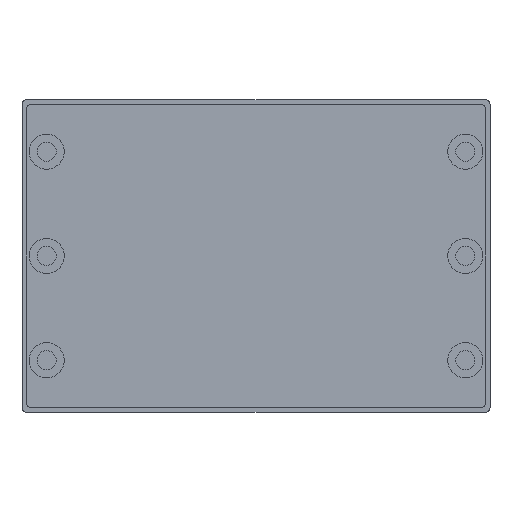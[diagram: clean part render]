
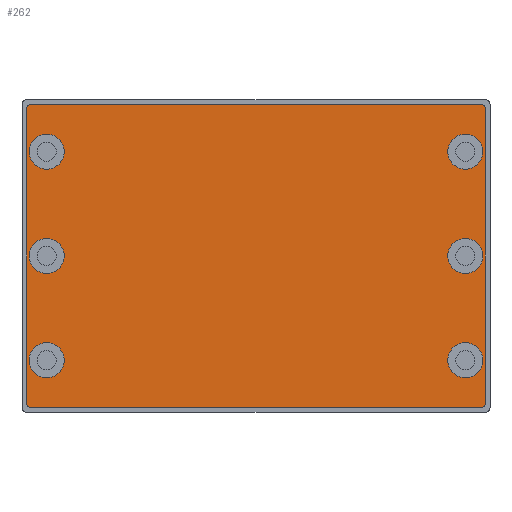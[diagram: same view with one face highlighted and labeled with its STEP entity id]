
A CAD part, front view. The second image highlights one B-rep face of the part: STEP entity #262.
In plain terms, the highlighted planar face has unit normal (0, -1, 0).
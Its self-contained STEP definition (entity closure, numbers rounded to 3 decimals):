
#67=CARTESIAN_POINT('',(-822.,22.,200.25));
#68=DIRECTION('',(0.,-1.,0.));
#69=DIRECTION('',(0.,0.,-1.));
#70=AXIS2_PLACEMENT_3D('',#67,#68,#69);
#71=PLANE('',#70);
#72=CARTESIAN_POINT('',(-933.6,22.,270.805));
#73=VERTEX_POINT('',#72);
#74=CARTESIAN_POINT('',(-933.6,22.,145.355));
#75=VERTEX_POINT('',#74);
#76=CARTESIAN_POINT('',(-933.6,22.,270.805));
#77=DIRECTION('',(0.,0.,-1.));
#78=VECTOR('',#77,125.45);
#79=LINE('',#76,#78);
#80=EDGE_CURVE('',#73,#75,#79,.T.);
#81=ORIENTED_EDGE('',*,*,#80,.T.);
#82=CARTESIAN_POINT('',(-931.6,22.,143.355));
#83=VERTEX_POINT('',#82);
#84=CARTESIAN_POINT('',(-931.6,22.,145.355));
#85=DIRECTION('',(-0.,1.,0.));
#86=DIRECTION('',(-1.,-0.,0.));
#87=AXIS2_PLACEMENT_3D('',#84,#85,#86);
#88=CIRCLE('',#87,2.);
#89=EDGE_CURVE('',#83,#75,#88,.T.);
#90=ORIENTED_EDGE('',*,*,#89,.F.);
#91=CARTESIAN_POINT('',(-740.,22.,143.355));
#92=VERTEX_POINT('',#91);
#93=CARTESIAN_POINT('',(-931.6,22.,143.355));
#94=DIRECTION('',(1.,0.,0.));
#95=VECTOR('',#94,191.6);
#96=LINE('',#93,#95);
#97=EDGE_CURVE('',#83,#92,#96,.T.);
#98=ORIENTED_EDGE('',*,*,#97,.T.);
#99=CARTESIAN_POINT('',(-738.,22.,145.355));
#100=VERTEX_POINT('',#99);
#101=CARTESIAN_POINT('',(-740.,22.,145.355));
#102=DIRECTION('',(0.,-1.,0.));
#103=DIRECTION('',(1.,0.,0.));
#104=AXIS2_PLACEMENT_3D('',#101,#102,#103);
#105=CIRCLE('',#104,2.);
#106=EDGE_CURVE('',#92,#100,#105,.T.);
#107=ORIENTED_EDGE('',*,*,#106,.T.);
#108=CARTESIAN_POINT('',(-738.,22.,270.805));
#109=VERTEX_POINT('',#108);
#110=CARTESIAN_POINT('',(-738.,22.,270.805));
#111=DIRECTION('',(0.,0.,-1.));
#112=VECTOR('',#111,125.45);
#113=LINE('',#110,#112);
#114=EDGE_CURVE('',#109,#100,#113,.T.);
#115=ORIENTED_EDGE('',*,*,#114,.F.);
#116=CARTESIAN_POINT('',(-740.,22.,272.805));
#117=VERTEX_POINT('',#116);
#118=CARTESIAN_POINT('',(-740.,22.,270.805));
#119=DIRECTION('',(0.,-1.,0.));
#120=DIRECTION('',(1.,0.,0.));
#121=AXIS2_PLACEMENT_3D('',#118,#119,#120);
#122=CIRCLE('',#121,2.);
#123=EDGE_CURVE('',#109,#117,#122,.T.);
#124=ORIENTED_EDGE('',*,*,#123,.T.);
#125=CARTESIAN_POINT('',(-931.6,22.,272.805));
#126=VERTEX_POINT('',#125);
#127=CARTESIAN_POINT('',(-740.,22.,272.805));
#128=DIRECTION('',(-1.,-0.,0.));
#129=VECTOR('',#128,191.6);
#130=LINE('',#127,#129);
#131=EDGE_CURVE('',#117,#126,#130,.T.);
#132=ORIENTED_EDGE('',*,*,#131,.T.);
#133=CARTESIAN_POINT('',(-931.6,22.,270.805));
#134=DIRECTION('',(-0.,1.,0.));
#135=DIRECTION('',(-1.,-0.,0.));
#136=AXIS2_PLACEMENT_3D('',#133,#134,#135);
#137=CIRCLE('',#136,2.);
#138=EDGE_CURVE('',#73,#126,#137,.T.);
#139=ORIENTED_EDGE('',*,*,#138,.F.);
#140=EDGE_LOOP('',(#81,#90,#98,#107,#115,#124,#132,#139));
#141=FACE_BOUND('',#140,.T.);
#142=CARTESIAN_POINT('',(-932.6,22.,208.1));
#143=VERTEX_POINT('',#142);
#144=CARTESIAN_POINT('',(-917.6,22.,208.1));
#145=VERTEX_POINT('',#144);
#146=CARTESIAN_POINT('',(-925.1,22.,208.1));
#147=DIRECTION('',(-0.,1.,0.));
#148=DIRECTION('',(-1.,-0.,0.));
#149=AXIS2_PLACEMENT_3D('',#146,#147,#148);
#150=CIRCLE('',#149,7.5);
#151=EDGE_CURVE('',#143,#145,#150,.T.);
#152=ORIENTED_EDGE('',*,*,#151,.T.);
#153=CARTESIAN_POINT('',(-925.1,22.,208.1));
#154=DIRECTION('',(-0.,1.,0.));
#155=DIRECTION('',(-1.,-0.,0.));
#156=AXIS2_PLACEMENT_3D('',#153,#154,#155);
#157=CIRCLE('',#156,7.5);
#158=EDGE_CURVE('',#145,#143,#157,.T.);
#159=ORIENTED_EDGE('',*,*,#158,.T.);
#160=EDGE_LOOP('',(#152,#159));
#161=FACE_BOUND('',#160,.T.);
#162=CARTESIAN_POINT('',(-932.6,22.,252.6));
#163=VERTEX_POINT('',#162);
#164=CARTESIAN_POINT('',(-917.6,22.,252.6));
#165=VERTEX_POINT('',#164);
#166=CARTESIAN_POINT('',(-925.1,22.,252.6));
#167=DIRECTION('',(-0.,1.,0.));
#168=DIRECTION('',(-1.,-0.,0.));
#169=AXIS2_PLACEMENT_3D('',#166,#167,#168);
#170=CIRCLE('',#169,7.5);
#171=EDGE_CURVE('',#163,#165,#170,.T.);
#172=ORIENTED_EDGE('',*,*,#171,.T.);
#173=CARTESIAN_POINT('',(-925.1,22.,252.6));
#174=DIRECTION('',(-0.,1.,0.));
#175=DIRECTION('',(-1.,-0.,0.));
#176=AXIS2_PLACEMENT_3D('',#173,#174,#175);
#177=CIRCLE('',#176,7.5);
#178=EDGE_CURVE('',#165,#163,#177,.T.);
#179=ORIENTED_EDGE('',*,*,#178,.T.);
#180=EDGE_LOOP('',(#172,#179));
#181=FACE_BOUND('',#180,.T.);
#182=CARTESIAN_POINT('',(-754.,22.,208.1));
#183=VERTEX_POINT('',#182);
#184=CARTESIAN_POINT('',(-739.,22.,208.1));
#185=VERTEX_POINT('',#184);
#186=CARTESIAN_POINT('',(-746.5,22.,208.1));
#187=DIRECTION('',(0.,-1.,0.));
#188=DIRECTION('',(1.,0.,0.));
#189=AXIS2_PLACEMENT_3D('',#186,#187,#188);
#190=CIRCLE('',#189,7.5);
#191=EDGE_CURVE('',#183,#185,#190,.T.);
#192=ORIENTED_EDGE('',*,*,#191,.F.);
#193=CARTESIAN_POINT('',(-746.5,22.,208.1));
#194=DIRECTION('',(0.,-1.,0.));
#195=DIRECTION('',(1.,0.,0.));
#196=AXIS2_PLACEMENT_3D('',#193,#194,#195);
#197=CIRCLE('',#196,7.5);
#198=EDGE_CURVE('',#185,#183,#197,.T.);
#199=ORIENTED_EDGE('',*,*,#198,.F.);
#200=EDGE_LOOP('',(#192,#199));
#201=FACE_BOUND('',#200,.T.);
#202=CARTESIAN_POINT('',(-754.,22.,252.6));
#203=VERTEX_POINT('',#202);
#204=CARTESIAN_POINT('',(-739.,22.,252.6));
#205=VERTEX_POINT('',#204);
#206=CARTESIAN_POINT('',(-746.5,22.,252.6));
#207=DIRECTION('',(0.,-1.,0.));
#208=DIRECTION('',(1.,0.,0.));
#209=AXIS2_PLACEMENT_3D('',#206,#207,#208);
#210=CIRCLE('',#209,7.5);
#211=EDGE_CURVE('',#203,#205,#210,.T.);
#212=ORIENTED_EDGE('',*,*,#211,.F.);
#213=CARTESIAN_POINT('',(-746.5,22.,252.6));
#214=DIRECTION('',(0.,-1.,0.));
#215=DIRECTION('',(1.,0.,0.));
#216=AXIS2_PLACEMENT_3D('',#213,#214,#215);
#217=CIRCLE('',#216,7.5);
#218=EDGE_CURVE('',#205,#203,#217,.T.);
#219=ORIENTED_EDGE('',*,*,#218,.F.);
#220=EDGE_LOOP('',(#212,#219));
#221=FACE_BOUND('',#220,.T.);
#222=CARTESIAN_POINT('',(-754.,22.,163.6));
#223=VERTEX_POINT('',#222);
#224=CARTESIAN_POINT('',(-739.,22.,163.6));
#225=VERTEX_POINT('',#224);
#226=CARTESIAN_POINT('',(-746.5,22.,163.6));
#227=DIRECTION('',(0.,-1.,0.));
#228=DIRECTION('',(1.,0.,0.));
#229=AXIS2_PLACEMENT_3D('',#226,#227,#228);
#230=CIRCLE('',#229,7.5);
#231=EDGE_CURVE('',#223,#225,#230,.T.);
#232=ORIENTED_EDGE('',*,*,#231,.F.);
#233=CARTESIAN_POINT('',(-746.5,22.,163.6));
#234=DIRECTION('',(0.,-1.,0.));
#235=DIRECTION('',(1.,0.,0.));
#236=AXIS2_PLACEMENT_3D('',#233,#234,#235);
#237=CIRCLE('',#236,7.5);
#238=EDGE_CURVE('',#225,#223,#237,.T.);
#239=ORIENTED_EDGE('',*,*,#238,.F.);
#240=EDGE_LOOP('',(#232,#239));
#241=FACE_BOUND('',#240,.T.);
#242=CARTESIAN_POINT('',(-932.6,22.,163.6));
#243=VERTEX_POINT('',#242);
#244=CARTESIAN_POINT('',(-917.6,22.,163.6));
#245=VERTEX_POINT('',#244);
#246=CARTESIAN_POINT('',(-925.1,22.,163.6));
#247=DIRECTION('',(-0.,1.,0.));
#248=DIRECTION('',(-1.,-0.,0.));
#249=AXIS2_PLACEMENT_3D('',#246,#247,#248);
#250=CIRCLE('',#249,7.5);
#251=EDGE_CURVE('',#243,#245,#250,.T.);
#252=ORIENTED_EDGE('',*,*,#251,.T.);
#253=CARTESIAN_POINT('',(-925.1,22.,163.6));
#254=DIRECTION('',(-0.,1.,0.));
#255=DIRECTION('',(-1.,-0.,0.));
#256=AXIS2_PLACEMENT_3D('',#253,#254,#255);
#257=CIRCLE('',#256,7.5);
#258=EDGE_CURVE('',#245,#243,#257,.T.);
#259=ORIENTED_EDGE('',*,*,#258,.T.);
#260=EDGE_LOOP('',(#252,#259));
#261=FACE_BOUND('',#260,.T.);
#262=ADVANCED_FACE('',(#141,#161,#181,#201,#221,#241,#261),#71,.T.);
